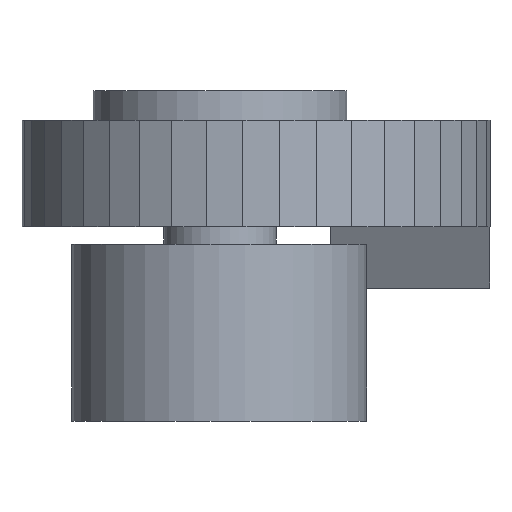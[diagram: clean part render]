
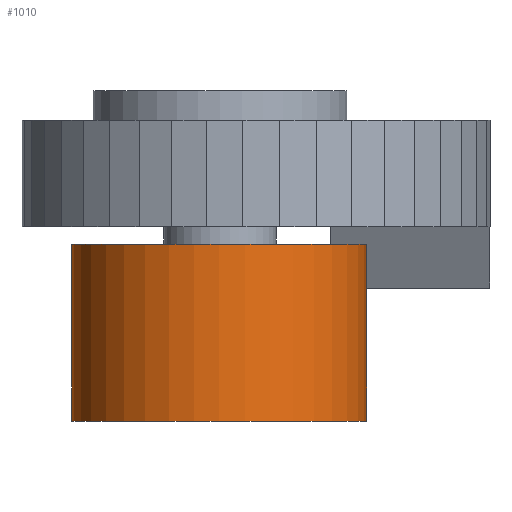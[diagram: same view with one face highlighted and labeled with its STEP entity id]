
A CAD part, left-side view. The second image highlights one B-rep face of the part: STEP entity #1010.
In plain terms, the highlighted cylindrical face has radius 12.5 mm (diameter 25 mm), a full revolution.
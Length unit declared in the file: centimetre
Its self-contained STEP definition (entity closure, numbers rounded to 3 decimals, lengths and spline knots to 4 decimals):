
#288=CYLINDRICAL_SURFACE('',#1070,1.25);
#293=FACE_BOUND('',#357,.T.);
#300=FACE_OUTER_BOUND('',#356,.T.);
#356=EDGE_LOOP('',(#670));
#357=EDGE_LOOP('',(#671));
#415=CIRCLE('',#1068,1.25);
#417=CIRCLE('',#1071,1.25);
#425=VERTEX_POINT('',#1402);
#427=VERTEX_POINT('',#1407);
#523=EDGE_CURVE('',#425,#425,#415,.T.);
#525=EDGE_CURVE('',#427,#427,#417,.T.);
#670=ORIENTED_EDGE('',*,*,#525,.F.);
#671=ORIENTED_EDGE('',*,*,#523,.T.);
#1010=ADVANCED_FACE('',(#300,#293),#288,.T.);
#1068=AXIS2_PLACEMENT_3D('',#1403,#1138,#1139);
#1070=AXIS2_PLACEMENT_3D('',#1406,#1142,#1143);
#1071=AXIS2_PLACEMENT_3D('',#1408,#1144,#1145);
#1138=DIRECTION('center_axis',(0.,0.,-1.));
#1139=DIRECTION('ref_axis',(-1.,0.,0.));
#1142=DIRECTION('center_axis',(0.,0.,-1.));
#1143=DIRECTION('ref_axis',(-1.,0.,0.));
#1144=DIRECTION('center_axis',(0.,0.,-1.));
#1145=DIRECTION('ref_axis',(-1.,0.,0.));
#1402=CARTESIAN_POINT('',(1.2461,0.0069,0.));
#1403=CARTESIAN_POINT('Origin',(-0.0039,0.0069,
0.));
#1406=CARTESIAN_POINT('Origin',(-0.0039,0.0069,
0.));
#1407=CARTESIAN_POINT('',(1.2461,0.0069,-1.5));
#1408=CARTESIAN_POINT('Origin',(-0.0039,0.0069,
-1.5));
